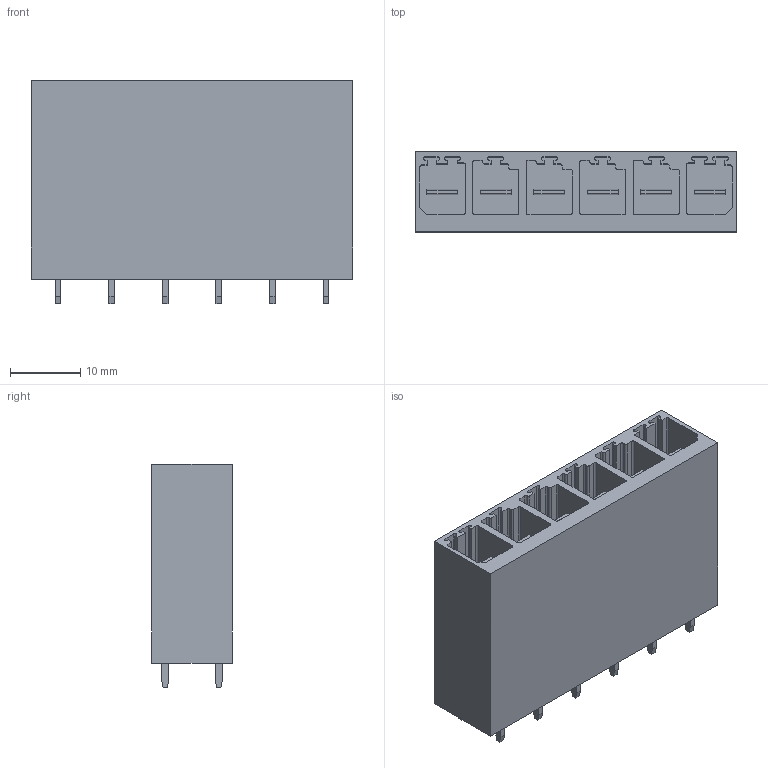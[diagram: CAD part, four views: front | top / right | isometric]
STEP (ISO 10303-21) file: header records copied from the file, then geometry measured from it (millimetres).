
FILE_DESCRIPTION(('CATIA V5 STEP Exchange','CAx-IF Rec.Pracs.--- Model Styling and Organization---1.2---2011-12-15'),'2;1');
FILE_NAME ('D1459402_0_1930640000_1930640000.stp','2018-11-29T03:52:26+00:00',('none'),('Weidmueller'),'CATIA Version 5-6 Release 2014','CATIA V5 STEP AP214','none');
FILE_SCHEMA(('AUTOMOTIVE_DESIGN { 1 0 10303 214 1 1 1 1 }'));
Length unit declared in the file: millimetre
Products named in the file (1): 1930640000
Bounding box: 45.72 x 11.4 x 31.8 mm (x, y, z)
Volume: 10420.4 mm3; surface area: 10726.4 mm2
Topology: 7 solids, 7 shells, 458 faces, 1320 edges, 876 vertices
Faces by surface type: plane 392, cylinder 66
Entity records: 11853 total; most frequent: ORIENTED_EDGE 2640, CARTESIAN_POINT 1937, DIRECTION 1418, EDGE_CURVE 1074, VECTOR 954, LINE 954, VERTEX_POINT 690, EDGE_LOOP 482
